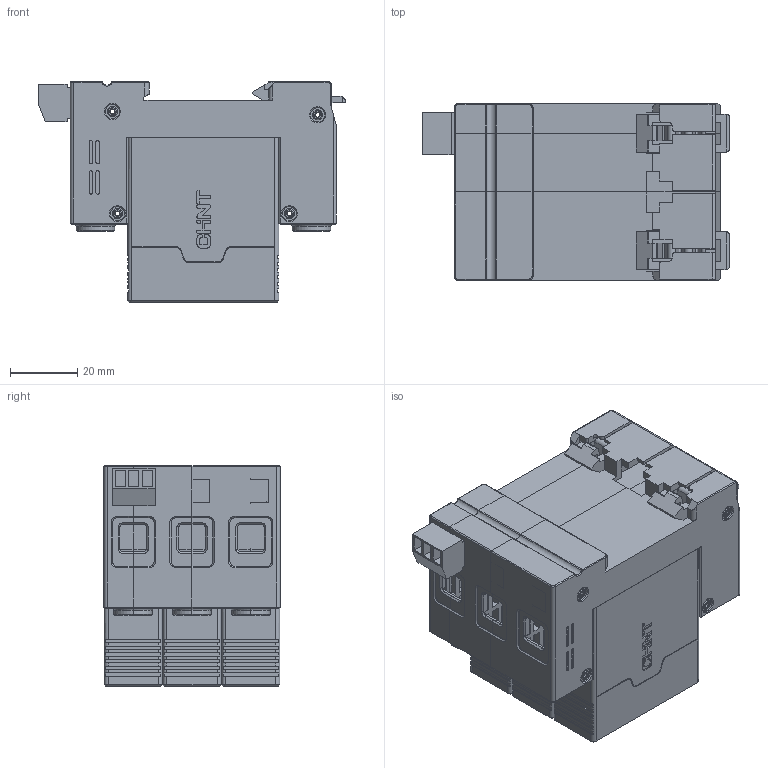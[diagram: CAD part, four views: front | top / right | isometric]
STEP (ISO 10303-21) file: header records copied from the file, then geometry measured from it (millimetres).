
FILE_DESCRIPTION((''),'2;1');
FILE_NAME('NXU-I_II_12_5-3P_ASM','2020-08-13T08:07:52',('zxueq'),(''),'CREO PARAMETRIC BY PTC INC, 2018020','CREO PARAMETRIC BY PTC INC, 2018020','');
FILE_SCHEMA(('CONFIG_CONTROL_DESIGN','SHAPE_APPEARANCE_LAYERS_GROUPS'));
Products named in the file (1): NXU-I_II_12_5-3P_ASM
Bounding box: 91.4 x 52.5 x 65.7 mm (x, y, z)
Volume: 34133.4 mm3; surface area: 112106.8 mm2
Topology: 1 solids, 9 shells, 5041 faces, 14102 edges, 9219 vertices
Faces by surface type: plane 3996, cylinder 737, torus 144, cone 124, extrusion 36, sphere 4
Entity records: 199584 total; most frequent: CARTESIAN_POINT 30064, ORIENTED_EDGE 28184, DIRECTION 25802, EDGE_CURVE 14098, VECTOR 11386, LINE 11350, PRESENTATION_STYLE_ASSIGNMENT 9242, STYLED_ITEM 9242
